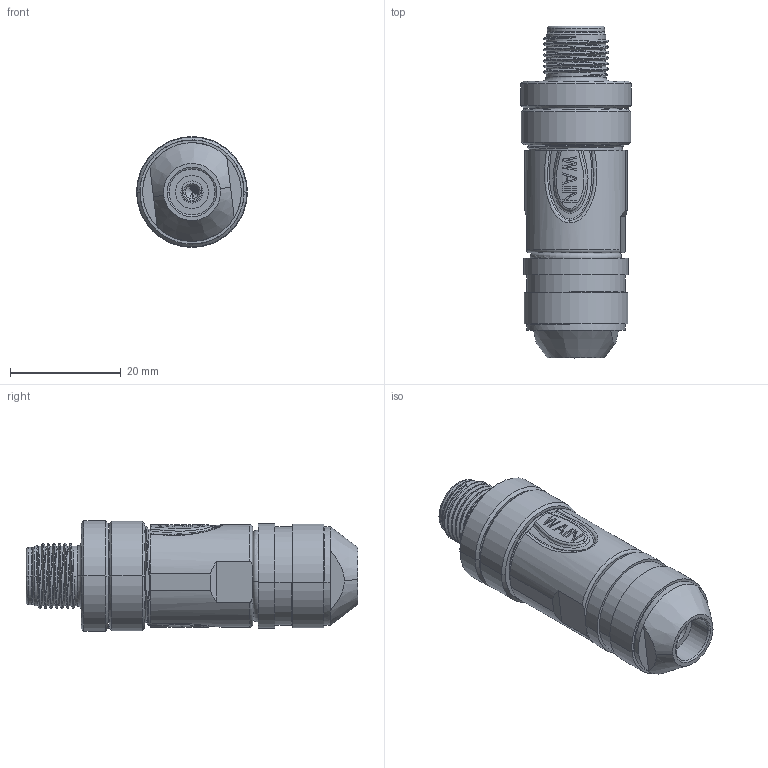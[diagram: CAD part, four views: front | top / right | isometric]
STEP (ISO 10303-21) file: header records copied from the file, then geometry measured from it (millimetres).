
FILE_DESCRIPTION((''),'2;1');
FILE_NAME('PRT0004','2017-07-27T',('y.wang'),(''),'PRO/ENGINEER BY PARAMETRIC TECHNOLOGY CORPORATION, 2012480','PRO/ENGINEER BY PARAMETRIC TECHNOLOGY CORPORATION, 2012480','');
FILE_SCHEMA(('CONFIG_CONTROL_DESIGN'));
Length unit declared in the file: millimetre
Products named in the file (1): PRT0004
Bounding box: 20 x 59.9 x 20 mm (x, y, z)
Volume: 9607.8 mm3; surface area: 11479.4 mm2
Topology: 1 solids, 1 shells, 1313 faces, 4057 edges, 2778 vertices
Faces by surface type: plane 366, cylinder 345, bspline 287, cone 139, extrusion 95, torus 73, sphere 8
Entity records: 73153 total; most frequent: CARTESIAN_POINT 40562, ORIENTED_EDGE 8082, DIRECTION 4985, EDGE_CURVE 4041, VERTEX_POINT 2778, B_SPLINE_CURVE_WITH_KNOTS 2071, AXIS2_PLACEMENT_3D 1894, EDGE_LOOP 1411
